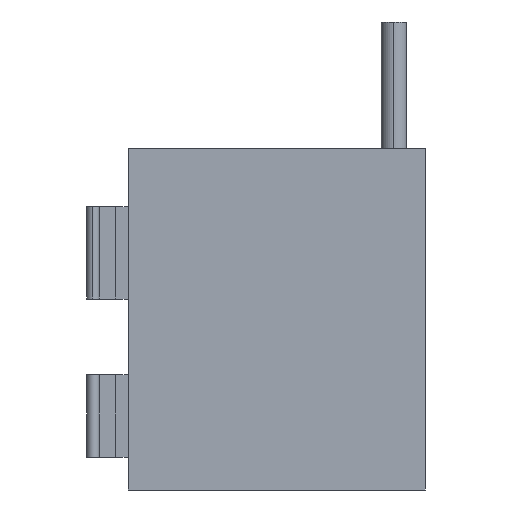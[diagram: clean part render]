
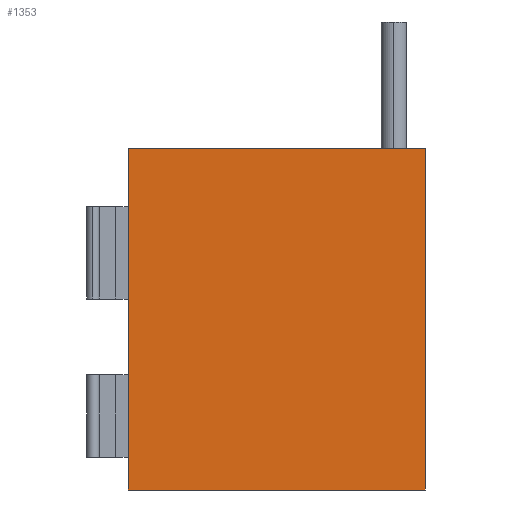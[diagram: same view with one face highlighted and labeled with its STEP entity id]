
A CAD part, left-side view. The second image highlights one B-rep face of the part: STEP entity #1353.
In plain terms, the highlighted planar face has unit normal (-1, 0, 0).
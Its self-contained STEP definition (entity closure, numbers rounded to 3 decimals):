
#22 = DIRECTION ( 'NONE',  ( 0., 0., 1. ) ) ;
#32 = LINE ( 'NONE', #645, #559 ) ;
#48 = DIRECTION ( 'NONE',  ( 0., 0., 1. ) ) ;
#68 = EDGE_CURVE ( 'NONE', #564, #429, #248, .T. ) ;
#81 = ORIENTED_EDGE ( 'NONE', *, *, #522, .T. ) ;
#100 = ORIENTED_EDGE ( 'NONE', *, *, #68, .F. ) ;
#130 = EDGE_LOOP ( 'NONE', ( #1236, #81, #100, #793 ) ) ;
#145 = DIRECTION ( 'NONE',  ( 0., -1., 0. ) ) ;
#248 = LINE ( 'NONE', #1322, #432 ) ;
#255 = CARTESIAN_POINT ( 'NONE',  ( 0., 23.5, 0. ) ) ;
#312 = VERTEX_POINT ( 'NONE', #318 ) ;
#318 = CARTESIAN_POINT ( 'NONE',  ( 0., 0., 0. ) ) ;
#344 = CARTESIAN_POINT ( 'NONE',  ( 0., 23.5, 0. ) ) ;
#366 = LINE ( 'NONE', #255, #798 ) ;
#429 = VERTEX_POINT ( 'NONE', #567 ) ;
#432 = VECTOR ( 'NONE', #145, 1000. ) ;
#522 = EDGE_CURVE ( 'NONE', #312, #429, #573, .T. ) ;
#532 = EDGE_CURVE ( 'NONE', #659, #564, #366, .T. ) ;
#559 = VECTOR ( 'NONE', #771, 1000. ) ;
#564 = VERTEX_POINT ( 'NONE', #738 ) ;
#567 = CARTESIAN_POINT ( 'NONE',  ( 0., 0., 27. ) ) ;
#573 = LINE ( 'NONE', #997, #868 ) ;
#645 = CARTESIAN_POINT ( 'NONE',  ( 0., 23.5, 0. ) ) ;
#658 = PLANE ( 'NONE',  #1028 ) ;
#659 = VERTEX_POINT ( 'NONE', #876 ) ;
#738 = CARTESIAN_POINT ( 'NONE',  ( 0., 23.5, 27. ) ) ;
#771 = DIRECTION ( 'NONE',  ( 0., -1., 0. ) ) ;
#793 = ORIENTED_EDGE ( 'NONE', *, *, #532, .F. ) ;
#798 = VECTOR ( 'NONE', #22, 1000. ) ;
#868 = VECTOR ( 'NONE', #48, 1000. ) ;
#876 = CARTESIAN_POINT ( 'NONE',  ( 0., 23.5, 0. ) ) ;
#997 = CARTESIAN_POINT ( 'NONE',  ( 0., 0., 0. ) ) ;
#1028 = AXIS2_PLACEMENT_3D ( 'NONE', #344, #1196, #1287 ) ;
#1196 = DIRECTION ( 'NONE',  ( -1., 0., 0. ) ) ;
#1236 = ORIENTED_EDGE ( 'NONE', *, *, #1309, .T. ) ;
#1287 = DIRECTION ( 'NONE',  ( 0., 0., 1. ) ) ;
#1296 = FACE_OUTER_BOUND ( 'NONE', #130, .T. ) ;
#1309 = EDGE_CURVE ( 'NONE', #659, #312, #32, .T. ) ;
#1322 = CARTESIAN_POINT ( 'NONE',  ( 0., 23.5, 27. ) ) ;
#1353 = ADVANCED_FACE ( 'NONE', ( #1296 ), #658, .T. ) ;
